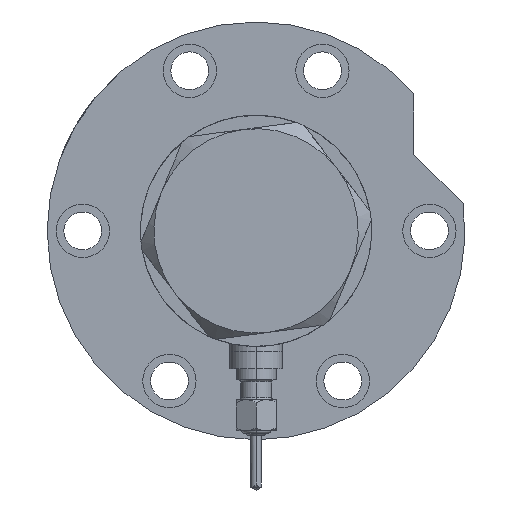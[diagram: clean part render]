
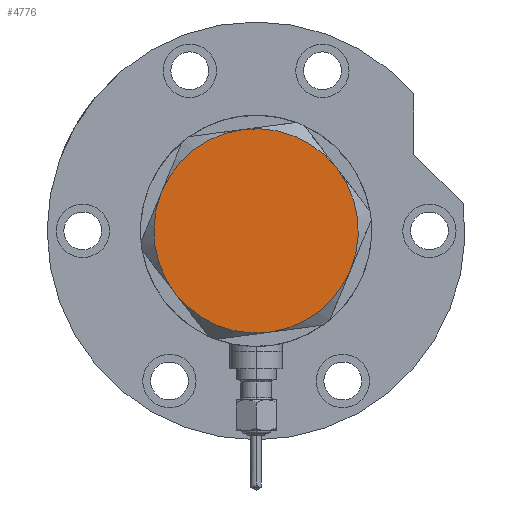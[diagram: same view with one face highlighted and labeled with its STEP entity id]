
A CAD part, left-side view. The second image highlights one B-rep face of the part: STEP entity #4776.
In plain terms, the highlighted face is planar.
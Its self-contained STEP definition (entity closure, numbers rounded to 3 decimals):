
#458 = DIRECTION ( 'NONE',  ( 1., 0., 0. ) ) ;
#563 = AXIS2_PLACEMENT_3D ( 'NONE', #4643, #7502, #1040 ) ;
#908 = DIRECTION ( 'NONE',  ( 1., 0., 0. ) ) ;
#932 = CARTESIAN_POINT ( 'NONE',  ( -23., 0., 9. ) ) ;
#1040 = DIRECTION ( 'NONE',  ( 1., 0., 0. ) ) ;
#1074 = CARTESIAN_POINT ( 'NONE',  ( 0., 0., 9. ) ) ;
#1300 = DIRECTION ( 'NONE',  ( 0., 0., 1. ) ) ;
#1392 = DIRECTION ( 'NONE',  ( 1., 0., 0. ) ) ;
#1457 = CARTESIAN_POINT ( 'NONE',  ( 0., 0., 9. ) ) ;
#2313 = VERTEX_POINT ( 'NONE', #4184 ) ;
#3268 = AXIS2_PLACEMENT_3D ( 'NONE', #8057, #4539, #7394 ) ;
#3272 = EDGE_CURVE ( 'NONE', #3500, #5654, #5637, .T. ) ;
#3278 = CIRCLE ( 'NONE', #5672, 23. ) ;
#3388 = PLANE ( 'NONE',  #8943 ) ;
#3500 = VERTEX_POINT ( 'NONE', #5886 ) ;
#3705 = CARTESIAN_POINT ( 'NONE',  ( 0., 0., 9. ) ) ;
#3721 = CIRCLE ( 'NONE', #5828, 23. ) ;
#3998 = DIRECTION ( 'NONE',  ( 0., 0., 1. ) ) ;
#4062 = DIRECTION ( 'NONE',  ( 0., 0., 1. ) ) ;
#4184 = CARTESIAN_POINT ( 'NONE',  ( 11.5, 19.919, 9. ) ) ;
#4347 = CIRCLE ( 'NONE', #9144, 23. ) ;
#4427 = EDGE_CURVE ( 'NONE', #5654, #7252, #6541, .T. ) ;
#4539 = DIRECTION ( 'NONE',  ( 0., 0., 1. ) ) ;
#4632 = ORIENTED_EDGE ( 'NONE', *, *, #8009, .T. ) ;
#4643 = CARTESIAN_POINT ( 'NONE',  ( 0., 0., 9. ) ) ;
#4721 = CARTESIAN_POINT ( 'NONE',  ( 11.5, -19.919, 9. ) ) ;
#4750 = CARTESIAN_POINT ( 'NONE',  ( 0., 0., 9. ) ) ;
#4765 = CIRCLE ( 'NONE', #3268, 23. ) ;
#4776 = ADVANCED_FACE ( 'NONE', ( #6198 ), #3388, .T. ) ;
#4809 = ORIENTED_EDGE ( 'NONE', *, *, #6431, .T. ) ;
#5487 = ORIENTED_EDGE ( 'NONE', *, *, #3272, .T. ) ;
#5561 = ORIENTED_EDGE ( 'NONE', *, *, #5574, .T. ) ;
#5574 = EDGE_CURVE ( 'NONE', #7195, #3500, #4765, .T. ) ;
#5637 = CIRCLE ( 'NONE', #6231, 23. ) ;
#5654 = VERTEX_POINT ( 'NONE', #4721 ) ;
#5672 = AXIS2_PLACEMENT_3D ( 'NONE', #4750, #3998, #8312 ) ;
#5828 = AXIS2_PLACEMENT_3D ( 'NONE', #8465, #1300, #1392 ) ;
#5886 = CARTESIAN_POINT ( 'NONE',  ( -11.5, -19.919, 9. ) ) ;
#6198 = FACE_OUTER_BOUND ( 'NONE', #6887, .T. ) ;
#6231 = AXIS2_PLACEMENT_3D ( 'NONE', #1074, #4062, #458 ) ;
#6248 = DIRECTION ( 'NONE',  ( 1., 0., 0. ) ) ;
#6278 = CARTESIAN_POINT ( 'NONE',  ( -11.5, 19.919, 9. ) ) ;
#6431 = EDGE_CURVE ( 'NONE', #7252, #2313, #3721, .T. ) ;
#6541 = CIRCLE ( 'NONE', #563, 23. ) ;
#6572 = DIRECTION ( 'NONE',  ( 0., 0., 1. ) ) ;
#6887 = EDGE_LOOP ( 'NONE', ( #7868, #4809, #8027, #4632, #5561, #5487 ) ) ;
#7041 = VERTEX_POINT ( 'NONE', #6278 ) ;
#7195 = VERTEX_POINT ( 'NONE', #932 ) ;
#7252 = VERTEX_POINT ( 'NONE', #9030 ) ;
#7394 = DIRECTION ( 'NONE',  ( 1., 0., 0. ) ) ;
#7502 = DIRECTION ( 'NONE',  ( 0., 0., 1. ) ) ;
#7868 = ORIENTED_EDGE ( 'NONE', *, *, #4427, .T. ) ;
#8009 = EDGE_CURVE ( 'NONE', #7041, #7195, #3278, .T. ) ;
#8027 = ORIENTED_EDGE ( 'NONE', *, *, #8609, .T. ) ;
#8057 = CARTESIAN_POINT ( 'NONE',  ( 0., 0., 9. ) ) ;
#8312 = DIRECTION ( 'NONE',  ( 1., 0., 0. ) ) ;
#8403 = DIRECTION ( 'NONE',  ( 0., 0., 1. ) ) ;
#8465 = CARTESIAN_POINT ( 'NONE',  ( 0., 0., 9. ) ) ;
#8609 = EDGE_CURVE ( 'NONE', #2313, #7041, #4347, .T. ) ;
#8943 = AXIS2_PLACEMENT_3D ( 'NONE', #1457, #8403, #6248 ) ;
#9030 = CARTESIAN_POINT ( 'NONE',  ( 23., 0., 9. ) ) ;
#9144 = AXIS2_PLACEMENT_3D ( 'NONE', #3705, #6572, #908 ) ;
